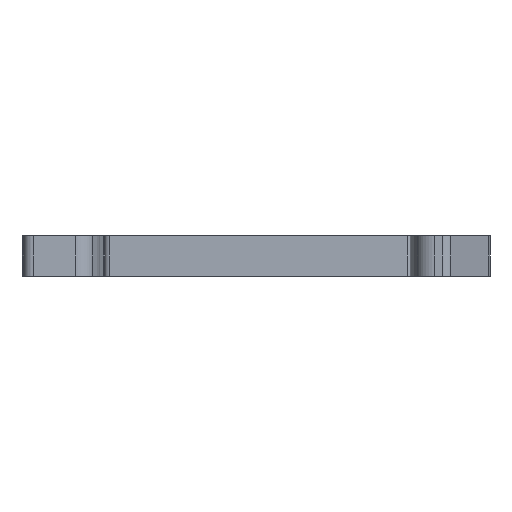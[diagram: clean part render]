
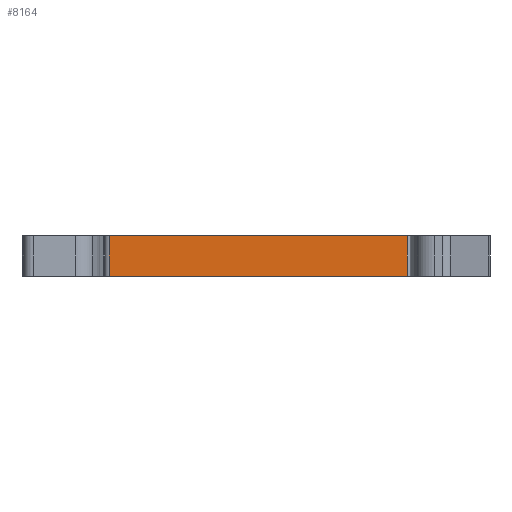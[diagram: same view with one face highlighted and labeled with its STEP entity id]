
A CAD part, front view. The second image highlights one B-rep face of the part: STEP entity #8164.
In plain terms, the highlighted planar face has unit normal (0, -1, 0).
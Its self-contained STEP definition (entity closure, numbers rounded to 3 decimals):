
#2891=DIRECTION('',(0.,0.,1.));
#2892=VECTOR('',#2891,4.2);
#2893=CARTESIAN_POINT('',(15.448,0.,0.));
#2894=LINE('',#2893,#2892);
#2895=DIRECTION('',(1.,0.,0.));
#2896=VECTOR('',#2895,30.895);
#2897=CARTESIAN_POINT('',(-15.448,0.,4.2));
#2898=LINE('',#2897,#2896);
#2899=DIRECTION('',(-1.,0.,0.));
#2900=VECTOR('',#2899,30.895);
#2901=CARTESIAN_POINT('',(15.448,0.,0.));
#2902=LINE('',#2901,#2900);
#2907=DIRECTION('',(0.,0.,-1.));
#2908=VECTOR('',#2907,4.2);
#2909=CARTESIAN_POINT('',(-15.448,0.,4.2));
#2910=LINE('',#2909,#2908);
#4052=CARTESIAN_POINT('',(-15.448,0.,0.));
#4053=VERTEX_POINT('',#4052);
#4054=CARTESIAN_POINT('',(15.448,0.,0.));
#4055=VERTEX_POINT('',#4054);
#4532=CARTESIAN_POINT('',(15.448,0.,4.2));
#4533=VERTEX_POINT('',#4532);
#4534=CARTESIAN_POINT('',(-15.448,0.,4.2));
#4535=VERTEX_POINT('',#4534);
#8152=CARTESIAN_POINT('',(-15.448,0.,0.));
#8153=DIRECTION('',(0.,-1.,0.));
#8154=DIRECTION('',(1.,0.,0.));
#8155=AXIS2_PLACEMENT_3D('',#8152,#8153,#8154);
#8156=PLANE('',#8155);
#8157=ORIENTED_EDGE('',*,*,#5814,.T.);
#8158=ORIENTED_EDGE('',*,*,#8145,.F.);
#8159=ORIENTED_EDGE('',*,*,#5297,.T.);
#8161=ORIENTED_EDGE('',*,*,#8160,.F.);
#8162=EDGE_LOOP('',(#8157,#8158,#8159,#8161));
#8163=FACE_OUTER_BOUND('',#8162,.F.);
#5297=EDGE_CURVE('',#4055,#4053,#2902,.T.);
#5814=EDGE_CURVE('',#4535,#4533,#2898,.T.);
#8145=EDGE_CURVE('',#4055,#4533,#2894,.T.);
#8160=EDGE_CURVE('',#4535,#4053,#2910,.T.);
#8164=ADVANCED_FACE('',(#8163),#8156,.T.);
